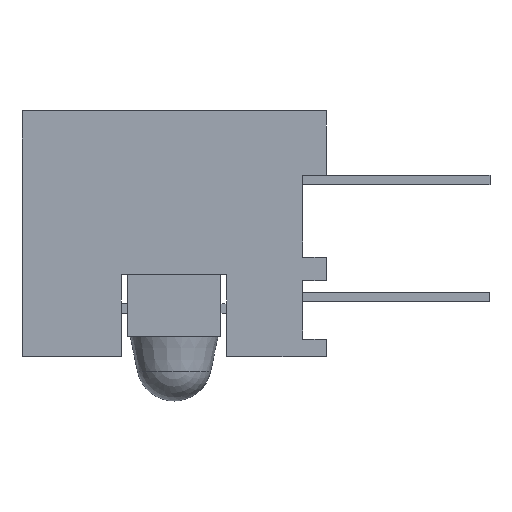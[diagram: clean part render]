
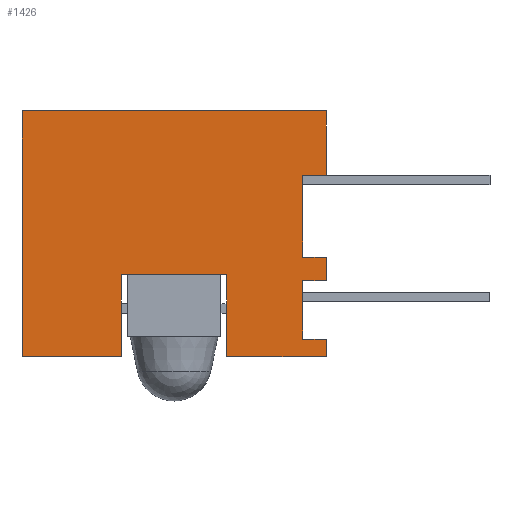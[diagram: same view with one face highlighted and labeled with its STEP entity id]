
A CAD part, left-side view. The second image highlights one B-rep face of the part: STEP entity #1426.
In plain terms, the highlighted planar face has unit normal (-1, 0, 0).
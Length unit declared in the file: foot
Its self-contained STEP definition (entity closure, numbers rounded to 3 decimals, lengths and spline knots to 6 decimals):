
#4 = LINE ( 'NONE', #1468, #734 ) ;
#18 = DIRECTION ( 'NONE',  ( 0., 0., -1. ) ) ;
#51 = ORIENTED_EDGE ( 'NONE', *, *, #317, .F. ) ;
#66 = VERTEX_POINT ( 'NONE', #1261 ) ;
#72 = EDGE_CURVE ( 'NONE', #710, #1829, #1685, .T. ) ;
#77 = DIRECTION ( 'NONE',  ( 0., 0., 1. ) ) ;
#94 = DIRECTION ( 'NONE',  ( 0., 0., -1. ) ) ;
#96 = VERTEX_POINT ( 'NONE', #372 ) ;
#106 = CARTESIAN_POINT ( 'NONE',  ( -0.00375, 0.00375, -0.00875 ) ) ;
#127 = ORIENTED_EDGE ( 'NONE', *, *, #1245, .F. ) ;
#128 = CARTESIAN_POINT ( 'NONE',  ( -0.00375, -0.009167, -0.003333 ) ) ;
#148 = VECTOR ( 'NONE', #1875, 3.28084 ) ;
#157 = CARTESIAN_POINT ( 'NONE',  ( -0.00375, -0.010833, -0.003333 ) ) ;
#173 = VECTOR ( 'NONE', #77, 3.28084 ) ;
#184 = DIRECTION ( 'NONE',  ( 0., 0., -1. ) ) ;
#199 = VECTOR ( 'NONE', #591, 3.28084 ) ;
#229 = ORIENTED_EDGE ( 'NONE', *, *, #1243, .F. ) ;
#233 = ORIENTED_EDGE ( 'NONE', *, *, #445, .F. ) ;
#238 = VECTOR ( 'NONE', #1322, 3.28084 ) ;
#264 = DIRECTION ( 'NONE',  ( 0., 0., -1. ) ) ;
#284 = LINE ( 'NONE', #1827, #1412 ) ;
#288 = LINE ( 'NONE', #883, #1822 ) ;
#290 = ORIENTED_EDGE ( 'NONE', *, *, #1103, .F. ) ;
#293 = EDGE_CURVE ( 'NONE', #1509, #612, #4, .T. ) ;
#317 = EDGE_CURVE ( 'NONE', #1829, #519, #1869, .T. ) ;
#319 = CARTESIAN_POINT ( 'NONE',  ( -0.00375, 0.00375, -0.002917 ) ) ;
#328 = EDGE_CURVE ( 'NONE', #519, #366, #288, .T. ) ;
#355 = EDGE_CURVE ( 'NONE', #1598, #66, #682, .T. ) ;
#366 = VERTEX_POINT ( 'NONE', #748 ) ;
#372 = CARTESIAN_POINT ( 'NONE',  ( -0.00375, -0.00375, -0.002917 ) ) ;
#426 = CARTESIAN_POINT ( 'NONE',  ( -0.00375, -0.010833, -0.0075 ) ) ;
#445 = EDGE_CURVE ( 'NONE', #96, #769, #891, .T. ) ;
#464 = DIRECTION ( 'NONE',  ( 0., 1., 0. ) ) ;
#469 = ORIENTED_EDGE ( 'NONE', *, *, #355, .F. ) ;
#492 = VECTOR ( 'NONE', #1111, 3.28084 ) ;
#500 = CARTESIAN_POINT ( 'NONE',  ( -0.00375, -0.010833, -0.00875 ) ) ;
#502 = LINE ( 'NONE', #1732, #1235 ) ;
#517 = EDGE_CURVE ( 'NONE', #66, #710, #1189, .T. ) ;
#519 = VERTEX_POINT ( 'NONE', #1661 ) ;
#529 = LINE ( 'NONE', #1147, #148 ) ;
#558 = EDGE_CURVE ( 'NONE', #1794, #1176, #284, .T. ) ;
#591 = DIRECTION ( 'NONE',  ( 0., 1., 0. ) ) ;
#606 = VECTOR ( 'NONE', #954, 3.28084 ) ;
#612 = VERTEX_POINT ( 'NONE', #500 ) ;
#617 = ORIENTED_EDGE ( 'NONE', *, *, #661, .F. ) ;
#635 = CARTESIAN_POINT ( 'NONE',  ( -0.00375, -0.010833, 0.00875 ) ) ;
#640 = LINE ( 'NONE', #157, #199 ) ;
#654 = VERTEX_POINT ( 'NONE', #1391 ) ;
#660 = CARTESIAN_POINT ( 'NONE',  ( -0.00375, -0.00375, -0.002917 ) ) ;
#661 = EDGE_CURVE ( 'NONE', #612, #940, #886, .T. ) ;
#682 = LINE ( 'NONE', #877, #1419 ) ;
#699 = ORIENTED_EDGE ( 'NONE', *, *, #1891, .F. ) ;
#703 = PLANE ( 'NONE',  #1194 ) ;
#710 = VERTEX_POINT ( 'NONE', #1510 ) ;
#734 = VECTOR ( 'NONE', #1621, 3.28084 ) ;
#735 = EDGE_LOOP ( 'NONE', ( #469, #1421, #1181, #910, #233, #127, #617, #745, #229, #699, #1618, #290, #1862, #51, #1300, #1568 ) ) ;
#745 = ORIENTED_EDGE ( 'NONE', *, *, #293, .F. ) ;
#748 = CARTESIAN_POINT ( 'NONE',  ( -0.00375, -0.010833, -0.001667 ) ) ;
#769 = VERTEX_POINT ( 'NONE', #1695 ) ;
#779 = DIRECTION ( 'NONE',  ( 0., 0., -1. ) ) ;
#794 = VECTOR ( 'NONE', #184, 3.28084 ) ;
#844 = VECTOR ( 'NONE', #464, 3.28084 ) ;
#865 = CARTESIAN_POINT ( 'NONE',  ( -0.00375, -0.009167, 0.004167 ) ) ;
#877 = CARTESIAN_POINT ( 'NONE',  ( -0.00375, 0.010833, 0.00875 ) ) ;
#883 = CARTESIAN_POINT ( 'NONE',  ( -0.00375, -0.009167, -0.001667 ) ) ;
#886 = LINE ( 'NONE', #1236, #492 ) ;
#887 = EDGE_CURVE ( 'NONE', #769, #1794, #1411, .T. ) ;
#891 = LINE ( 'NONE', #319, #844 ) ;
#892 = VECTOR ( 'NONE', #1256, 3.28084 ) ;
#904 = CARTESIAN_POINT ( 'NONE',  ( -0.00375, 0.010833, 0.00875 ) ) ;
#908 = VECTOR ( 'NONE', #779, 3.28084 ) ;
#910 = ORIENTED_EDGE ( 'NONE', *, *, #887, .F. ) ;
#913 = EDGE_CURVE ( 'NONE', #1731, #950, #640, .T. ) ;
#929 = DIRECTION ( 'NONE',  ( 0., 1., 0. ) ) ;
#940 = VERTEX_POINT ( 'NONE', #1907 ) ;
#947 = LINE ( 'NONE', #660, #173 ) ;
#950 = VERTEX_POINT ( 'NONE', #128 ) ;
#954 = DIRECTION ( 'NONE',  ( 0., -1., 0. ) ) ;
#1001 = LINE ( 'NONE', #1847, #606 ) ;
#1053 = DIRECTION ( 'NONE',  ( 0., -1., 0. ) ) ;
#1103 = EDGE_CURVE ( 'NONE', #366, #1731, #1617, .T. ) ;
#1111 = DIRECTION ( 'NONE',  ( 0., 1., 0. ) ) ;
#1147 = CARTESIAN_POINT ( 'NONE',  ( -0.00375, 0.010833, 0.00875 ) ) ;
#1176 = VERTEX_POINT ( 'NONE', #1224 ) ;
#1181 = ORIENTED_EDGE ( 'NONE', *, *, #558, .F. ) ;
#1189 = LINE ( 'NONE', #635, #908 ) ;
#1194 = AXIS2_PLACEMENT_3D ( 'NONE', #1589, #1434, #264 ) ;
#1224 = CARTESIAN_POINT ( 'NONE',  ( -0.00375, 0.010833, -0.00875 ) ) ;
#1235 = VECTOR ( 'NONE', #94, 3.28084 ) ;
#1236 = CARTESIAN_POINT ( 'NONE',  ( -0.00375, -0.00375, -0.00875 ) ) ;
#1243 = EDGE_CURVE ( 'NONE', #654, #1509, #1001, .T. ) ;
#1245 = EDGE_CURVE ( 'NONE', #940, #96, #947, .T. ) ;
#1256 = DIRECTION ( 'NONE',  ( 0., 1., 0. ) ) ;
#1261 = CARTESIAN_POINT ( 'NONE',  ( -0.00375, -0.010833, 0.00875 ) ) ;
#1300 = ORIENTED_EDGE ( 'NONE', *, *, #72, .F. ) ;
#1309 = EDGE_CURVE ( 'NONE', #1176, #1598, #529, .T. ) ;
#1322 = DIRECTION ( 'NONE',  ( 0., 0., -1. ) ) ;
#1335 = CARTESIAN_POINT ( 'NONE',  ( -0.00375, -0.010833, -0.003333 ) ) ;
#1346 = CARTESIAN_POINT ( 'NONE',  ( -0.00375, 0.00375, -0.002917 ) ) ;
#1391 = CARTESIAN_POINT ( 'NONE',  ( -0.00375, -0.009167, -0.0075 ) ) ;
#1411 = LINE ( 'NONE', #1346, #238 ) ;
#1412 = VECTOR ( 'NONE', #929, 3.28084 ) ;
#1419 = VECTOR ( 'NONE', #1053, 3.28084 ) ;
#1421 = ORIENTED_EDGE ( 'NONE', *, *, #1309, .F. ) ;
#1426 = ADVANCED_FACE ( 'NONE', ( #1833 ), #703, .F. ) ;
#1434 = DIRECTION ( 'NONE',  ( 1., 0., 0. ) ) ;
#1466 = VECTOR ( 'NONE', #18, 3.28084 ) ;
#1468 = CARTESIAN_POINT ( 'NONE',  ( -0.00375, -0.010833, -0.0075 ) ) ;
#1479 = DIRECTION ( 'NONE',  ( 0., -1., 0. ) ) ;
#1509 = VERTEX_POINT ( 'NONE', #426 ) ;
#1510 = CARTESIAN_POINT ( 'NONE',  ( -0.00375, -0.010833, 0.004167 ) ) ;
#1568 = ORIENTED_EDGE ( 'NONE', *, *, #517, .F. ) ;
#1589 = CARTESIAN_POINT ( 'NONE',  ( -0.00375, 0., 0. ) ) ;
#1598 = VERTEX_POINT ( 'NONE', #904 ) ;
#1617 = LINE ( 'NONE', #1653, #794 ) ;
#1618 = ORIENTED_EDGE ( 'NONE', *, *, #913, .F. ) ;
#1621 = DIRECTION ( 'NONE',  ( 0., 0., -1. ) ) ;
#1653 = CARTESIAN_POINT ( 'NONE',  ( -0.00375, -0.010833, -0.001667 ) ) ;
#1661 = CARTESIAN_POINT ( 'NONE',  ( -0.00375, -0.009167, -0.001667 ) ) ;
#1685 = LINE ( 'NONE', #1712, #892 ) ;
#1695 = CARTESIAN_POINT ( 'NONE',  ( -0.00375, 0.00375, -0.002917 ) ) ;
#1712 = CARTESIAN_POINT ( 'NONE',  ( -0.00375, -0.010833, 0.004167 ) ) ;
#1731 = VERTEX_POINT ( 'NONE', #1335 ) ;
#1732 = CARTESIAN_POINT ( 'NONE',  ( -0.00375, -0.009167, -0.003333 ) ) ;
#1771 = CARTESIAN_POINT ( 'NONE',  ( -0.00375, -0.009167, 0.004167 ) ) ;
#1794 = VERTEX_POINT ( 'NONE', #106 ) ;
#1822 = VECTOR ( 'NONE', #1479, 3.28084 ) ;
#1827 = CARTESIAN_POINT ( 'NONE',  ( -0.00375, 0.010833, -0.00875 ) ) ;
#1829 = VERTEX_POINT ( 'NONE', #865 ) ;
#1833 = FACE_OUTER_BOUND ( 'NONE', #735, .T. ) ;
#1847 = CARTESIAN_POINT ( 'NONE',  ( -0.00375, -0.009167, -0.0075 ) ) ;
#1862 = ORIENTED_EDGE ( 'NONE', *, *, #328, .F. ) ;
#1869 = LINE ( 'NONE', #1771, #1466 ) ;
#1875 = DIRECTION ( 'NONE',  ( 0., 0., 1. ) ) ;
#1891 = EDGE_CURVE ( 'NONE', #950, #654, #502, .T. ) ;
#1907 = CARTESIAN_POINT ( 'NONE',  ( -0.00375, -0.00375, -0.00875 ) ) ;
